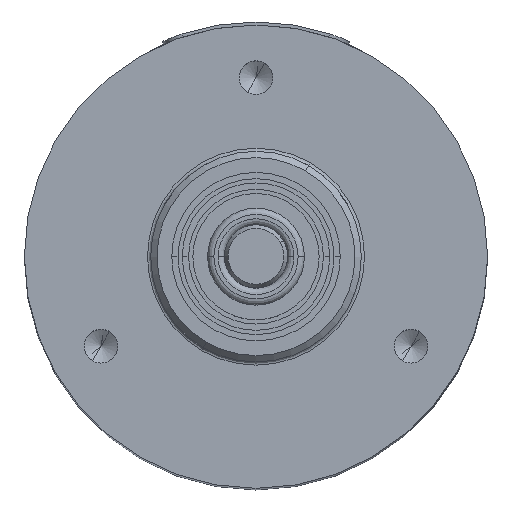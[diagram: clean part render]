
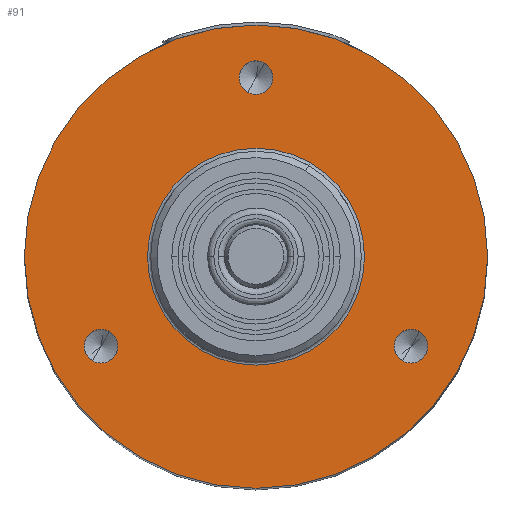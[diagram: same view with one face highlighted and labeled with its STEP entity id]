
A CAD part, top view. The second image highlights one B-rep face of the part: STEP entity #91.
In plain terms, the highlighted planar face has unit normal (0, 0, 1).
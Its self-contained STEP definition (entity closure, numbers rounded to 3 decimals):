
#91 = ADVANCED_FACE ( 'NONE', ( #1019, #1013, #1004, #1015, #1021 ), #2512, .T. ) ;
#257 = ORIENTED_EDGE ( 'NONE', *, *, #1381, .F. ) ;
#283 = ORIENTED_EDGE ( 'NONE', *, *, #1328, .T. ) ;
#285 = ORIENTED_EDGE ( 'NONE', *, *, #1408, .F. ) ;
#300 = ORIENTED_EDGE ( 'NONE', *, *, #1299, .F. ) ;
#394 = ORIENTED_EDGE ( 'NONE', *, *, #1386, .F. ) ;
#492 = EDGE_LOOP ( 'NONE', ( #285, #394 ) ) ;
#574 = ORIENTED_EDGE ( 'NONE', *, *, #1928, .T. ) ;
#613 = CIRCLE ( 'NONE', #2279, 5.15 ) ;
#706 = CIRCLE ( 'NONE', #2342, 11. ) ;
#852 = CIRCLE ( 'NONE', #2318, 0.8 ) ;
#932 = EDGE_LOOP ( 'NONE', ( #300, #257 ) ) ;
#942 = EDGE_LOOP ( 'NONE', ( #1567, #1437 ) ) ;
#943 = EDGE_LOOP ( 'NONE', ( #1474, #1631 ) ) ;
#948 = EDGE_LOOP ( 'NONE', ( #283, #574 ) ) ;
#1004 = FACE_BOUND ( 'NONE', #932, .T. ) ;
#1013 = FACE_BOUND ( 'NONE', #492, .T. ) ;
#1015 = FACE_BOUND ( 'NONE', #943, .T. ) ;
#1019 = FACE_BOUND ( 'NONE', #948, .T. ) ;
#1021 = FACE_OUTER_BOUND ( 'NONE', #942, .T. ) ;
#1106 = CIRCLE ( 'NONE', #2322, 0.8 ) ;
#1153 = CIRCLE ( 'NONE', #2372, 0.8 ) ;
#1154 = CIRCLE ( 'NONE', #2374, 11. ) ;
#1162 = CIRCLE ( 'NONE', #2362, 0.8 ) ;
#1191 = CIRCLE ( 'NONE', #2364, 0.8 ) ;
#1195 = CIRCLE ( 'NONE', #2338, 5.15 ) ;
#1255 = CIRCLE ( 'NONE', #2301, 0.8 ) ;
#1299 = EDGE_CURVE ( 'NONE', #3887, #3938, #852, .T. ) ;
#1304 = EDGE_CURVE ( 'NONE', #3904, #3894, #1106, .T. ) ;
#1328 = EDGE_CURVE ( 'NONE', #3879, #3941, #1195, .T. ) ;
#1332 = EDGE_CURVE ( 'NONE', #3880, #3738, #706, .T. ) ;
#1369 = EDGE_CURVE ( 'NONE', #3894, #3904, #1153, .T. ) ;
#1371 = EDGE_CURVE ( 'NONE', #3738, #3880, #1154, .T. ) ;
#1381 = EDGE_CURVE ( 'NONE', #3938, #3887, #1191, .T. ) ;
#1386 = EDGE_CURVE ( 'NONE', #3843, #3867, #1162, .T. ) ;
#1408 = EDGE_CURVE ( 'NONE', #3867, #3843, #1255, .T. ) ;
#1437 = ORIENTED_EDGE ( 'NONE', *, *, #1371, .F. ) ;
#1474 = ORIENTED_EDGE ( 'NONE', *, *, #1369, .F. ) ;
#1567 = ORIENTED_EDGE ( 'NONE', *, *, #1332, .F. ) ;
#1631 = ORIENTED_EDGE ( 'NONE', *, *, #1304, .F. ) ;
#1755 = CARTESIAN_POINT ( 'NONE',  ( -2.575, -4.46, 43.5 ) ) ;
#1756 = CARTESIAN_POINT ( 'NONE',  ( -11., 0., 43.5 ) ) ;
#1806 = CARTESIAN_POINT ( 'NONE',  ( -6.961, -3.557, 43.5 ) ) ;
#1809 = CARTESIAN_POINT ( 'NONE',  ( 2.575, 4.46, 43.5 ) ) ;
#1825 = CARTESIAN_POINT ( 'NONE',  ( -0.4, 7.807, 43.5 ) ) ;
#1837 = CARTESIAN_POINT ( 'NONE',  ( 0.4, 9.193, 43.5 ) ) ;
#1855 = CARTESIAN_POINT ( 'NONE',  ( -7.761, -4.943, 43.5 ) ) ;
#1857 = CARTESIAN_POINT ( 'NONE',  ( 6.961, -4.943, 43.5 ) ) ;
#1928 = EDGE_CURVE ( 'NONE', #3941, #3879, #613, .T. ) ;
#2054 = AXIS2_PLACEMENT_3D ( 'NONE', #2514, #2505, #2509 ) ;
#2279 = AXIS2_PLACEMENT_3D ( 'NONE', #3162, #3168, #3169 ) ;
#2301 = AXIS2_PLACEMENT_3D ( 'NONE', #3066, #3074, #3075 ) ;
#2318 = AXIS2_PLACEMENT_3D ( 'NONE', #2668, #2667, #2666 ) ;
#2322 = AXIS2_PLACEMENT_3D ( 'NONE', #2661, #2783, #2692 ) ;
#2338 = AXIS2_PLACEMENT_3D ( 'NONE', #2844, #2845, #2846 ) ;
#2342 = AXIS2_PLACEMENT_3D ( 'NONE', #2851, #2857, #2858 ) ;
#2362 = AXIS2_PLACEMENT_3D ( 'NONE', #2994, #2999, #3000 ) ;
#2364 = AXIS2_PLACEMENT_3D ( 'NONE', #2985, #2986, #2987 ) ;
#2372 = AXIS2_PLACEMENT_3D ( 'NONE', #2943, #2955, #2956 ) ;
#2374 = AXIS2_PLACEMENT_3D ( 'NONE', #2957, #2958, #2959 ) ;
#2505 = DIRECTION ( 'NONE',  ( 0., 0., 1. ) ) ;
#2509 = DIRECTION ( 'NONE',  ( -0.5, -0.866, 0. ) ) ;
#2512 = PLANE ( 'NONE',  #2054 ) ;
#2514 = CARTESIAN_POINT ( 'NONE',  ( 5.5, 9.526, 43.5 ) ) ;
#2661 = CARTESIAN_POINT ( 'NONE',  ( 0., 8.5, 43.5 ) ) ;
#2666 = DIRECTION ( 'NONE',  ( -0.5, -0.866, 0. ) ) ;
#2667 = DIRECTION ( 'NONE',  ( 0., 0., 1. ) ) ;
#2668 = CARTESIAN_POINT ( 'NONE',  ( -7.361, -4.25, 43.5 ) ) ;
#2692 = DIRECTION ( 'NONE',  ( -0.5, -0.866, 0. ) ) ;
#2783 = DIRECTION ( 'NONE',  ( 0., 0., 1. ) ) ;
#2844 = CARTESIAN_POINT ( 'NONE',  ( 0., 0., 43.5 ) ) ;
#2845 = DIRECTION ( 'NONE',  ( 0., 0., -1. ) ) ;
#2846 = DIRECTION ( 'NONE',  ( -0.5, -0.866, 0. ) ) ;
#2851 = CARTESIAN_POINT ( 'NONE',  ( 0., 0., 43.5 ) ) ;
#2857 = DIRECTION ( 'NONE',  ( 0., 0., -1. ) ) ;
#2858 = DIRECTION ( 'NONE',  ( 0.5, 0.866, 0. ) ) ;
#2943 = CARTESIAN_POINT ( 'NONE',  ( 0., 8.5, 43.5 ) ) ;
#2955 = DIRECTION ( 'NONE',  ( 0., 0., 1. ) ) ;
#2956 = DIRECTION ( 'NONE',  ( -0.5, -0.866, 0. ) ) ;
#2957 = CARTESIAN_POINT ( 'NONE',  ( 0., 0., 43.5 ) ) ;
#2958 = DIRECTION ( 'NONE',  ( 0., 0., -1. ) ) ;
#2959 = DIRECTION ( 'NONE',  ( 0.5, 0.866, 0. ) ) ;
#2985 = CARTESIAN_POINT ( 'NONE',  ( -7.361, -4.25, 43.5 ) ) ;
#2986 = DIRECTION ( 'NONE',  ( 0., 0., 1. ) ) ;
#2987 = DIRECTION ( 'NONE',  ( -0.5, -0.866, 0. ) ) ;
#2994 = CARTESIAN_POINT ( 'NONE',  ( 7.361, -4.25, 43.5 ) ) ;
#2999 = DIRECTION ( 'NONE',  ( 0., 0., 1. ) ) ;
#3000 = DIRECTION ( 'NONE',  ( -0.5, -0.866, 0. ) ) ;
#3066 = CARTESIAN_POINT ( 'NONE',  ( 7.361, -4.25, 43.5 ) ) ;
#3074 = DIRECTION ( 'NONE',  ( 0., 0., 1. ) ) ;
#3075 = DIRECTION ( 'NONE',  ( -0.5, -0.866, 0. ) ) ;
#3162 = CARTESIAN_POINT ( 'NONE',  ( 0., 0., 43.5 ) ) ;
#3168 = DIRECTION ( 'NONE',  ( 0., 0., -1. ) ) ;
#3169 = DIRECTION ( 'NONE',  ( -0.5, -0.866, 0. ) ) ;
#3540 = CARTESIAN_POINT ( 'NONE',  ( 11., 0., 43.5 ) ) ;
#3618 = CARTESIAN_POINT ( 'NONE',  ( 7.761, -3.557, 43.5 ) ) ;
#3738 = VERTEX_POINT ( 'NONE', #3540 ) ;
#3843 = VERTEX_POINT ( 'NONE', #3618 ) ;
#3867 = VERTEX_POINT ( 'NONE', #1857 ) ;
#3879 = VERTEX_POINT ( 'NONE', #1755 ) ;
#3880 = VERTEX_POINT ( 'NONE', #1756 ) ;
#3887 = VERTEX_POINT ( 'NONE', #1855 ) ;
#3894 = VERTEX_POINT ( 'NONE', #1825 ) ;
#3904 = VERTEX_POINT ( 'NONE', #1837 ) ;
#3938 = VERTEX_POINT ( 'NONE', #1806 ) ;
#3941 = VERTEX_POINT ( 'NONE', #1809 ) ;
